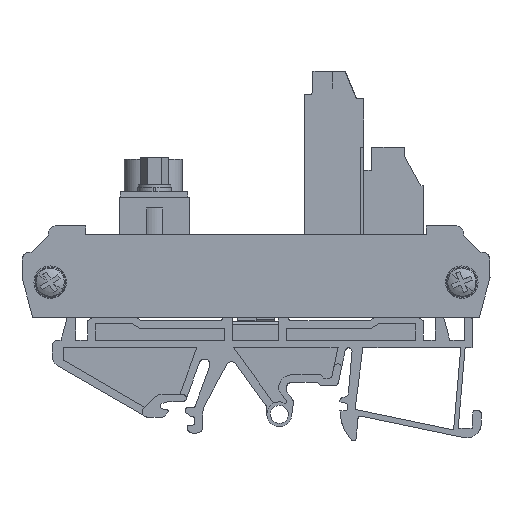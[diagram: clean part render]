
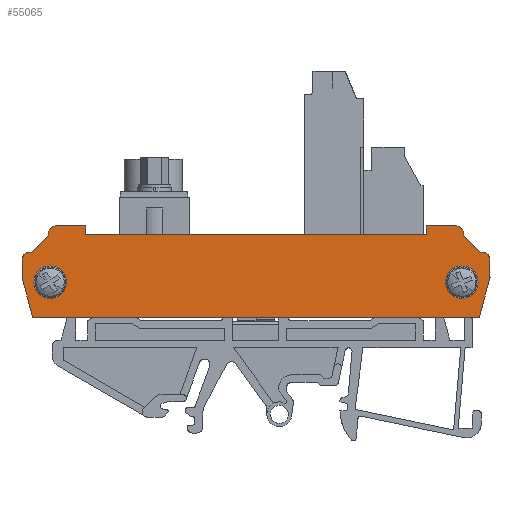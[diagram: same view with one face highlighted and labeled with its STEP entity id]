
A CAD part, left-side view. The second image highlights one B-rep face of the part: STEP entity #55065.
In plain terms, the highlighted planar face has unit normal (-1, 0, 0).
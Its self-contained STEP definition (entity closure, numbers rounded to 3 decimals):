
#5308=AXIS2_PLACEMENT_3D('Circle Axis2P3D',#5306,#5307,$) ;
#5340=AXIS2_PLACEMENT_3D('Circle Axis2P3D',#5338,#5339,$) ;
#13843=AXIS2_PLACEMENT_3D('Circle Axis2P3D',#13841,#13842,$) ;
#13884=AXIS2_PLACEMENT_3D('Circle Axis2P3D',#13882,#13883,$) ;
#25066=AXIS2_PLACEMENT_3D('Circle Axis2P3D',#25064,#25065,$) ;
#25096=AXIS2_PLACEMENT_3D('Circle Axis2P3D',#25094,#25095,$) ;
#25130=AXIS2_PLACEMENT_3D('Circle Axis2P3D',#25128,#25129,$) ;
#25160=AXIS2_PLACEMENT_3D('Circle Axis2P3D',#25158,#25159,$) ;
#54971=AXIS2_PLACEMENT_3D('Plane Axis2P3D',#54968,#54969,#54970) ;
#5303=CARTESIAN_POINT('Vertex',(0.,6.37,39.652)) ;
#5306=CARTESIAN_POINT('Axis2P3D Location',(0.,6.37,38.152)) ;
#5310=CARTESIAN_POINT('Vertex',(0.,4.87,38.152)) ;
#5335=CARTESIAN_POINT('Vertex',(0.,1.723,34.775)) ;
#5338=CARTESIAN_POINT('Axis2P3D Location',(0.,1.5,33.292)) ;
#5342=CARTESIAN_POINT('Vertex',(0.,0.,33.292)) ;
#13838=CARTESIAN_POINT('Vertex',(0.,86.4,33.292)) ;
#13841=CARTESIAN_POINT('Axis2P3D Location',(0.,84.9,33.292)) ;
#13845=CARTESIAN_POINT('Vertex',(0.,84.677,34.775)) ;
#13879=CARTESIAN_POINT('Vertex',(0.,81.53,38.152)) ;
#13882=CARTESIAN_POINT('Axis2P3D Location',(0.,80.03,38.152)) ;
#13886=CARTESIAN_POINT('Vertex',(0.,80.03,39.652)) ;
#25061=CARTESIAN_POINT('Vertex',(0.,8.2,29.252)) ;
#25064=CARTESIAN_POINT('Axis2P3D Location',(0.,5.2,29.252)) ;
#25068=CARTESIAN_POINT('Vertex',(0.,2.2,29.252)) ;
#25094=CARTESIAN_POINT('Axis2P3D Location',(0.,5.2,29.252)) ;
#25125=CARTESIAN_POINT('Vertex',(0.,84.2,29.252)) ;
#25128=CARTESIAN_POINT('Axis2P3D Location',(0.,81.2,29.252)) ;
#25132=CARTESIAN_POINT('Vertex',(0.,78.2,29.252)) ;
#25158=CARTESIAN_POINT('Axis2P3D Location',(0.,81.2,29.252)) ;
#52092=CARTESIAN_POINT('Vertex',(0.,81.53,37.922)) ;
#52095=CARTESIAN_POINT('Line Origine',(0.,81.53,38.037)) ;
#52118=CARTESIAN_POINT('Line Origine',(0.,83.103,36.349)) ;
#52147=CARTESIAN_POINT('Vertex',(0.,86.4,30.084)) ;
#52150=CARTESIAN_POINT('Line Origine',(0.,86.4,31.688)) ;
#52179=CARTESIAN_POINT('Vertex',(0.,84.435,22.752)) ;
#52182=CARTESIAN_POINT('Line Origine',(0.,85.418,26.418)) ;
#54968=CARTESIAN_POINT('Axis2P3D Location',(0.,1.5,33.292)) ;
#54973=CARTESIAN_POINT('Line Origine',(0.,3.297,36.349)) ;
#54977=CARTESIAN_POINT('Vertex',(0.,4.87,37.922)) ;
#54980=CARTESIAN_POINT('Line Origine',(0.,4.87,38.037)) ;
#54985=CARTESIAN_POINT('Line Origine',(0.,9.085,39.652)) ;
#54989=CARTESIAN_POINT('Vertex',(0.,11.8,39.652)) ;
#54992=CARTESIAN_POINT('Line Origine',(0.,11.8,38.852)) ;
#54996=CARTESIAN_POINT('Vertex',(0.,11.8,38.052)) ;
#54999=CARTESIAN_POINT('Line Origine',(0.,43.2,38.052)) ;
#55003=CARTESIAN_POINT('Vertex',(0.,74.6,38.052)) ;
#55006=CARTESIAN_POINT('Line Origine',(0.,74.6,38.852)) ;
#55010=CARTESIAN_POINT('Vertex',(0.,74.6,39.652)) ;
#55013=CARTESIAN_POINT('Line Origine',(0.,77.315,39.652)) ;
#55018=CARTESIAN_POINT('Line Origine',(0.,43.2,22.752)) ;
#55022=CARTESIAN_POINT('Vertex',(0.,1.965,22.752)) ;
#55025=CARTESIAN_POINT('Line Origine',(0.,0.982,26.418)) ;
#55029=CARTESIAN_POINT('Vertex',(0.,0.,30.084)) ;
#55032=CARTESIAN_POINT('Line Origine',(0.,0.,31.688)) ;
#5307=DIRECTION('Axis2P3D Direction',(1.,0.,0.)) ;
#5339=DIRECTION('Axis2P3D Direction',(1.,0.,0.)) ;
#13842=DIRECTION('Axis2P3D Direction',(1.,0.,0.)) ;
#13883=DIRECTION('Axis2P3D Direction',(1.,0.,0.)) ;
#25065=DIRECTION('Axis2P3D Direction',(-1.,0.,0.)) ;
#25095=DIRECTION('Axis2P3D Direction',(-1.,0.,0.)) ;
#25129=DIRECTION('Axis2P3D Direction',(-1.,0.,0.)) ;
#25159=DIRECTION('Axis2P3D Direction',(-1.,0.,0.)) ;
#52096=DIRECTION('Vector Direction',(0.,0.,-1.)) ;
#52119=DIRECTION('Vector Direction',(0.,-0.707,0.707)) ;
#52151=DIRECTION('Vector Direction',(0.,0.,1.)) ;
#52183=DIRECTION('Vector Direction',(0.,0.259,0.966)) ;
#54969=DIRECTION('Axis2P3D Direction',(1.,0.,0.)) ;
#54970=DIRECTION('Axis2P3D XDirection',(0.,1.,0.)) ;
#54974=DIRECTION('Vector Direction',(0.,-0.707,-0.707)) ;
#54981=DIRECTION('Vector Direction',(0.,0.,1.)) ;
#54986=DIRECTION('Vector Direction',(0.,-1.,0.)) ;
#54993=DIRECTION('Vector Direction',(0.,0.,1.)) ;
#55000=DIRECTION('Vector Direction',(0.,-1.,0.)) ;
#55007=DIRECTION('Vector Direction',(0.,0.,-1.)) ;
#55014=DIRECTION('Vector Direction',(0.,-1.,0.)) ;
#55019=DIRECTION('Vector Direction',(0.,1.,0.)) ;
#55026=DIRECTION('Vector Direction',(0.,0.259,-0.966)) ;
#55033=DIRECTION('Vector Direction',(0.,0.,-1.)) ;
#52097=VECTOR('Line Direction',#52096,1.) ;
#52120=VECTOR('Line Direction',#52119,1.) ;
#52152=VECTOR('Line Direction',#52151,1.) ;
#52184=VECTOR('Line Direction',#52183,1.) ;
#54975=VECTOR('Line Direction',#54974,1.) ;
#54982=VECTOR('Line Direction',#54981,1.) ;
#54987=VECTOR('Line Direction',#54986,1.) ;
#54994=VECTOR('Line Direction',#54993,1.) ;
#55001=VECTOR('Line Direction',#55000,1.) ;
#55008=VECTOR('Line Direction',#55007,1.) ;
#55015=VECTOR('Line Direction',#55014,1.) ;
#55020=VECTOR('Line Direction',#55019,1.) ;
#55027=VECTOR('Line Direction',#55026,1.) ;
#55034=VECTOR('Line Direction',#55033,1.) ;
#55038=ORIENTED_EDGE('',*,*,#54979,.F.) ;
#55039=ORIENTED_EDGE('',*,*,#54984,.T.) ;
#55040=ORIENTED_EDGE('',*,*,#5312,.F.) ;
#55041=ORIENTED_EDGE('',*,*,#54991,.F.) ;
#55042=ORIENTED_EDGE('',*,*,#54998,.F.) ;
#55043=ORIENTED_EDGE('',*,*,#55005,.F.) ;
#55044=ORIENTED_EDGE('',*,*,#55012,.F.) ;
#55045=ORIENTED_EDGE('',*,*,#55017,.F.) ;
#55046=ORIENTED_EDGE('',*,*,#13888,.F.) ;
#55047=ORIENTED_EDGE('',*,*,#52099,.T.) ;
#55048=ORIENTED_EDGE('',*,*,#52122,.F.) ;
#55049=ORIENTED_EDGE('',*,*,#13847,.F.) ;
#55050=ORIENTED_EDGE('',*,*,#52154,.F.) ;
#55051=ORIENTED_EDGE('',*,*,#52186,.F.) ;
#55052=ORIENTED_EDGE('',*,*,#55024,.F.) ;
#55053=ORIENTED_EDGE('',*,*,#55031,.F.) ;
#55054=ORIENTED_EDGE('',*,*,#55036,.F.) ;
#55055=ORIENTED_EDGE('',*,*,#5344,.F.) ;
#55058=ORIENTED_EDGE('',*,*,#25098,.F.) ;
#55059=ORIENTED_EDGE('',*,*,#25070,.F.) ;
#55062=ORIENTED_EDGE('',*,*,#25162,.F.) ;
#55063=ORIENTED_EDGE('',*,*,#25134,.F.) ;
#55060=FACE_BOUND('',#55057,.T.) ;
#55064=FACE_BOUND('',#55061,.T.) ;
#55065=ADVANCED_FACE('NONE',(#55056,#55060,#55064),#54972,.F.) ;
#5309=CIRCLE('generated circle',#5308,1.5) ;
#5341=CIRCLE('generated circle',#5340,1.5) ;
#13844=CIRCLE('generated circle',#13843,1.5) ;
#13885=CIRCLE('generated circle',#13884,1.5) ;
#25067=CIRCLE('generated circle',#25066,3.) ;
#25097=CIRCLE('generated circle',#25096,3.) ;
#25131=CIRCLE('generated circle',#25130,3.) ;
#25161=CIRCLE('generated circle',#25160,3.) ;
#5312=EDGE_CURVE('',#5304,#5311,#5309,.T.) ;
#5344=EDGE_CURVE('',#5336,#5343,#5341,.T.) ;
#13847=EDGE_CURVE('',#13839,#13846,#13844,.T.) ;
#13888=EDGE_CURVE('',#13880,#13887,#13885,.T.) ;
#25070=EDGE_CURVE('',#25062,#25069,#25067,.T.) ;
#25098=EDGE_CURVE('',#25069,#25062,#25097,.T.) ;
#25134=EDGE_CURVE('',#25126,#25133,#25131,.T.) ;
#25162=EDGE_CURVE('',#25133,#25126,#25161,.T.) ;
#52099=EDGE_CURVE('',#13880,#52093,#52098,.T.) ;
#52122=EDGE_CURVE('',#13846,#52093,#52121,.T.) ;
#52154=EDGE_CURVE('',#52148,#13839,#52153,.T.) ;
#52186=EDGE_CURVE('',#52180,#52148,#52185,.T.) ;
#54979=EDGE_CURVE('',#54978,#5336,#54976,.T.) ;
#54984=EDGE_CURVE('',#54978,#5311,#54983,.T.) ;
#54991=EDGE_CURVE('',#54990,#5304,#54988,.T.) ;
#54998=EDGE_CURVE('',#54997,#54990,#54995,.T.) ;
#55005=EDGE_CURVE('',#55004,#54997,#55002,.T.) ;
#55012=EDGE_CURVE('',#55011,#55004,#55009,.T.) ;
#55017=EDGE_CURVE('',#13887,#55011,#55016,.T.) ;
#55024=EDGE_CURVE('',#55023,#52180,#55021,.T.) ;
#55031=EDGE_CURVE('',#55030,#55023,#55028,.T.) ;
#55036=EDGE_CURVE('',#5343,#55030,#55035,.T.) ;
#55037=EDGE_LOOP('',(#55038,#55039,#55040,#55041,#55042,#55043,#55044,#55045,#55046,#55047,#55048,#55049,#55050,#55051,#55052,#55053,#55054,#55055)) ;
#55057=EDGE_LOOP('',(#55058,#55059)) ;
#55061=EDGE_LOOP('',(#55062,#55063)) ;
#55056=FACE_OUTER_BOUND('',#55037,.T.) ;
#52098=LINE('Line',#52095,#52097) ;
#52121=LINE('Line',#52118,#52120) ;
#52153=LINE('Line',#52150,#52152) ;
#52185=LINE('Line',#52182,#52184) ;
#54976=LINE('Line',#54973,#54975) ;
#54983=LINE('Line',#54980,#54982) ;
#54988=LINE('Line',#54985,#54987) ;
#54995=LINE('Line',#54992,#54994) ;
#55002=LINE('Line',#54999,#55001) ;
#55009=LINE('Line',#55006,#55008) ;
#55016=LINE('Line',#55013,#55015) ;
#55021=LINE('Line',#55018,#55020) ;
#55028=LINE('Line',#55025,#55027) ;
#55035=LINE('Line',#55032,#55034) ;
#54972=PLANE('',#54971) ;
#5304=VERTEX_POINT('',#5303) ;
#5311=VERTEX_POINT('',#5310) ;
#5336=VERTEX_POINT('',#5335) ;
#5343=VERTEX_POINT('',#5342) ;
#13839=VERTEX_POINT('',#13838) ;
#13846=VERTEX_POINT('',#13845) ;
#13880=VERTEX_POINT('',#13879) ;
#13887=VERTEX_POINT('',#13886) ;
#25062=VERTEX_POINT('',#25061) ;
#25069=VERTEX_POINT('',#25068) ;
#25126=VERTEX_POINT('',#25125) ;
#25133=VERTEX_POINT('',#25132) ;
#52093=VERTEX_POINT('',#52092) ;
#52148=VERTEX_POINT('',#52147) ;
#52180=VERTEX_POINT('',#52179) ;
#54978=VERTEX_POINT('',#54977) ;
#54990=VERTEX_POINT('',#54989) ;
#54997=VERTEX_POINT('',#54996) ;
#55004=VERTEX_POINT('',#55003) ;
#55011=VERTEX_POINT('',#55010) ;
#55023=VERTEX_POINT('',#55022) ;
#55030=VERTEX_POINT('',#55029) ;
